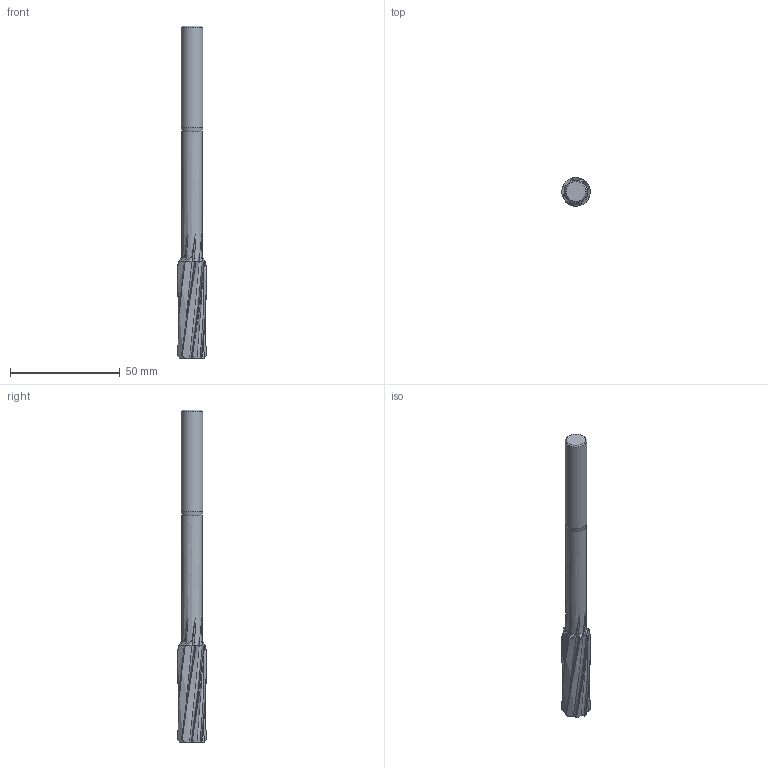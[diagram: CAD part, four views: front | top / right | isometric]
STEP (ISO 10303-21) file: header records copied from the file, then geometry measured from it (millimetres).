
FILE_DESCRIPTION(('STEP'), '1');
FILE_NAME('10041945.stp', '2021-09-21T14:27:53', ('TDM Systems GmbH'), ('TDM Systems GmbH'), 'HarmonyWare STEP v2.1.2-dev Express v3.0.0.0', 'TDM', 'Unknown');
FILE_SCHEMA(('AUTOMOTIVE_DESIGN'));
Length unit declared in the file: millimetre
Products named in the file (1): NONE
Bounding box: 13 x 13 x 151 mm (x, y, z)
Volume: 11644.4 mm3; surface area: 5895.7 mm2
Topology: 2 solids, 2 shells, 83 faces, 253 edges, 179 vertices
Faces by surface type: bspline 79, plane 4
Entity records: 8245 total; most frequent: CARTESIAN_POINT 6436, ORIENTED_EDGE 498, EDGE_CURVE 249, DIRECTION 181, VERTEX_POINT 170, B_SPLINE_CURVE_WITH_KNOTS 124, ADVANCED_FACE 83, FACE_OUTER_BOUND 83
